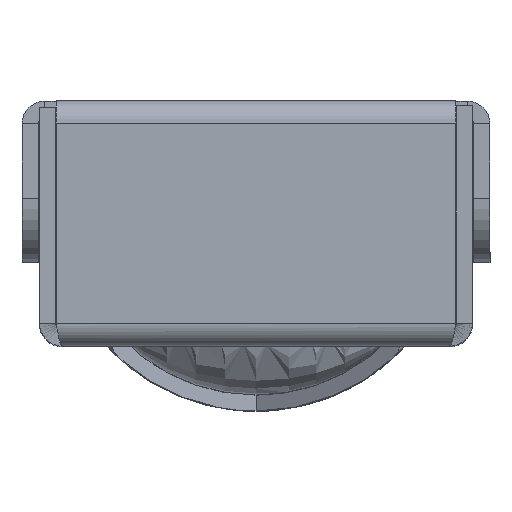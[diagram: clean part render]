
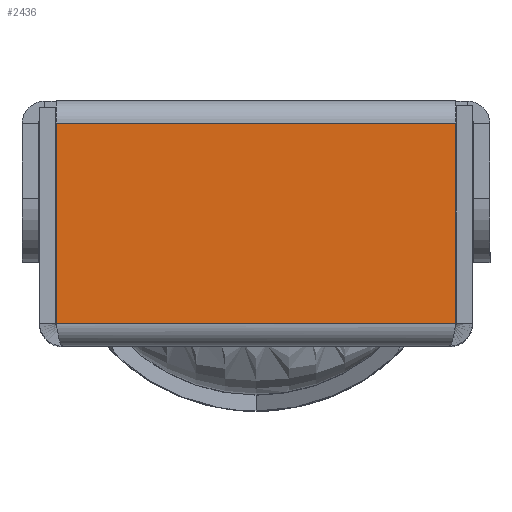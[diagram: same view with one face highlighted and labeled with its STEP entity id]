
A CAD part, top view. The second image highlights one B-rep face of the part: STEP entity #2436.
In plain terms, the highlighted planar face has unit normal (0, 0, 1).
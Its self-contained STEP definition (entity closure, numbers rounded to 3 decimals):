
#226 = VECTOR ( 'NONE', #13950, 1000. ) ;
#970 = PLANE ( 'NONE',  #7467 ) ;
#1282 = ORIENTED_EDGE ( 'NONE', *, *, #13305, .T. ) ;
#1293 = EDGE_CURVE ( 'NONE', #6925, #7946, #3621, .T. ) ;
#1702 = CARTESIAN_POINT ( 'NONE',  ( -3.093, -2.2, 3.8 ) ) ;
#1794 = CARTESIAN_POINT ( 'NONE',  ( 3.093, 0., 3.8 ) ) ;
#2436 = ADVANCED_FACE ( 'NONE', ( #5155 ), #970, .F. ) ;
#2564 = CARTESIAN_POINT ( 'NONE',  ( -3.093, 0.9, 3.8 ) ) ;
#3024 = VERTEX_POINT ( 'NONE', #6116 ) ;
#3621 = LINE ( 'NONE', #7950, #226 ) ;
#3633 = VERTEX_POINT ( 'NONE', #8490 ) ;
#5155 = FACE_OUTER_BOUND ( 'NONE', #9231, .T. ) ;
#5291 = DIRECTION ( 'NONE',  ( 0., 0., -1. ) ) ;
#5985 = VECTOR ( 'NONE', #9386, 1000. ) ;
#6116 = CARTESIAN_POINT ( 'NONE',  ( 3.093, 0.9, 3.8 ) ) ;
#6381 = LINE ( 'NONE', #13001, #6441 ) ;
#6404 = EDGE_CURVE ( 'NONE', #3633, #6925, #11390, .T. ) ;
#6441 = VECTOR ( 'NONE', #10720, 1000. ) ;
#6741 = ORIENTED_EDGE ( 'NONE', *, *, #12889, .T. ) ;
#6844 = DIRECTION ( 'NONE',  ( -1., 0., 0. ) ) ;
#6920 = CARTESIAN_POINT ( 'NONE',  ( -3.35, -2.2, 3.8 ) ) ;
#6925 = VERTEX_POINT ( 'NONE', #1702 ) ;
#7292 = VECTOR ( 'NONE', #6844, 1000. ) ;
#7467 = AXIS2_PLACEMENT_3D ( 'NONE', #9564, #5291, #13919 ) ;
#7946 = VERTEX_POINT ( 'NONE', #2564 ) ;
#7950 = CARTESIAN_POINT ( 'NONE',  ( -3.093, -2.3, 3.8 ) ) ;
#8490 = CARTESIAN_POINT ( 'NONE',  ( 3.093, -2.2, 3.8 ) ) ;
#8743 = ORIENTED_EDGE ( 'NONE', *, *, #6404, .F. ) ;
#9231 = EDGE_LOOP ( 'NONE', ( #1282, #12164, #8743, #6741 ) ) ;
#9386 = DIRECTION ( 'NONE',  ( 0., 1., 0. ) ) ;
#9564 = CARTESIAN_POINT ( 'NONE',  ( 0., 0., 3.8 ) ) ;
#10720 = DIRECTION ( 'NONE',  ( -1., 0., 0. ) ) ;
#11390 = LINE ( 'NONE', #6920, #7292 ) ;
#11515 = LINE ( 'NONE', #1794, #5985 ) ;
#12164 = ORIENTED_EDGE ( 'NONE', *, *, #1293, .F. ) ;
#12889 = EDGE_CURVE ( 'NONE', #3633, #3024, #11515, .T. ) ;
#13001 = CARTESIAN_POINT ( 'NONE',  ( 3.093, 0.9, 3.8 ) ) ;
#13305 = EDGE_CURVE ( 'NONE', #3024, #7946, #6381, .T. ) ;
#13919 = DIRECTION ( 'NONE',  ( -1., 0., 0. ) ) ;
#13950 = DIRECTION ( 'NONE',  ( 0., 1., 0. ) ) ;
